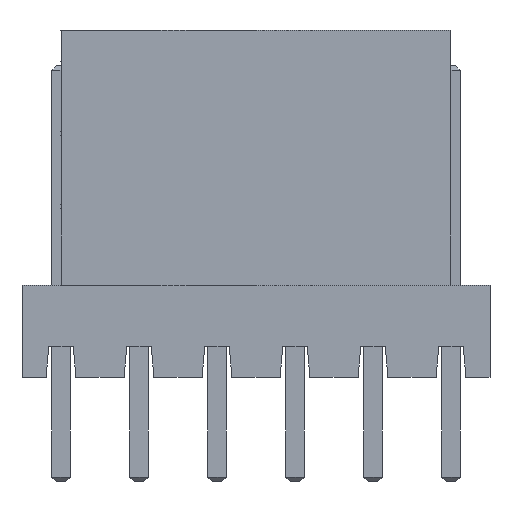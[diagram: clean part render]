
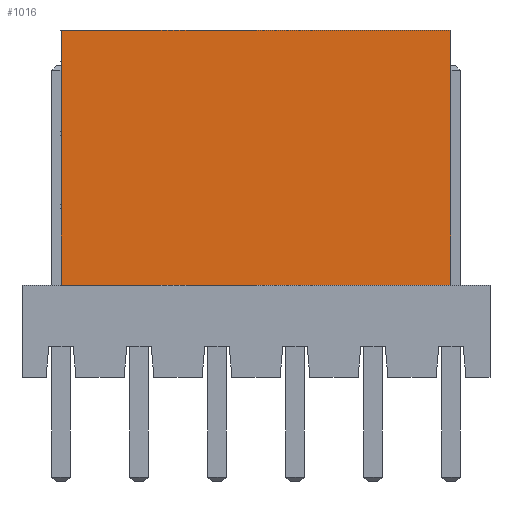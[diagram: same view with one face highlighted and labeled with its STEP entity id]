
A CAD part, front view. The second image highlights one B-rep face of the part: STEP entity #1016.
In plain terms, the highlighted planar face has unit normal (0, -1, 0).
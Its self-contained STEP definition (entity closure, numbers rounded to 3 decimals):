
#977=CARTESIAN_POINT('',(-6.35,-2.4,3.));
#978=DIRECTION('',(0.,1.,0.));
#979=DIRECTION('',(0.,-0.,1.));
#980=AXIS2_PLACEMENT_3D('',#977,#978,#979);
#981=PLANE('',#980);
#982=CARTESIAN_POINT('',(6.35,-2.4,3.));
#983=VERTEX_POINT('',#982);
#984=CARTESIAN_POINT('',(6.35,-2.4,11.3));
#985=VERTEX_POINT('',#984);
#986=CARTESIAN_POINT('',(6.35,-2.4,3.));
#987=DIRECTION('',(0.,-0.,1.));
#988=VECTOR('',#987,8.3);
#989=LINE('',#986,#988);
#990=EDGE_CURVE('',#983,#985,#989,.T.);
#991=ORIENTED_EDGE('',*,*,#990,.T.);
#992=CARTESIAN_POINT('',(-6.35,-2.4,11.3));
#993=VERTEX_POINT('',#992);
#994=CARTESIAN_POINT('',(-6.35,-2.4,11.3));
#995=DIRECTION('',(1.,0.,-0.));
#996=VECTOR('',#995,12.7);
#997=LINE('',#994,#996);
#998=EDGE_CURVE('',#993,#985,#997,.T.);
#999=ORIENTED_EDGE('',*,*,#998,.F.);
#1000=CARTESIAN_POINT('',(-6.35,-2.4,3.));
#1001=VERTEX_POINT('',#1000);
#1002=CARTESIAN_POINT('',(-6.35,-2.4,3.));
#1003=DIRECTION('',(0.,-0.,1.));
#1004=VECTOR('',#1003,8.3);
#1005=LINE('',#1002,#1004);
#1006=EDGE_CURVE('',#1001,#993,#1005,.T.);
#1007=ORIENTED_EDGE('',*,*,#1006,.F.);
#1008=CARTESIAN_POINT('',(-6.35,-2.4,3.));
#1009=DIRECTION('',(1.,0.,-0.));
#1010=VECTOR('',#1009,12.7);
#1011=LINE('',#1008,#1010);
#1012=EDGE_CURVE('',#1001,#983,#1011,.T.);
#1013=ORIENTED_EDGE('',*,*,#1012,.T.);
#1014=EDGE_LOOP('',(#991,#999,#1007,#1013));
#1015=FACE_BOUND('',#1014,.T.);
#1016=ADVANCED_FACE('',(#1015),#981,.F.);
